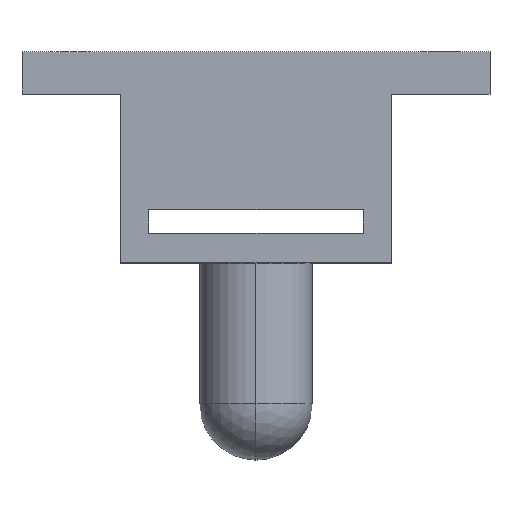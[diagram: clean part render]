
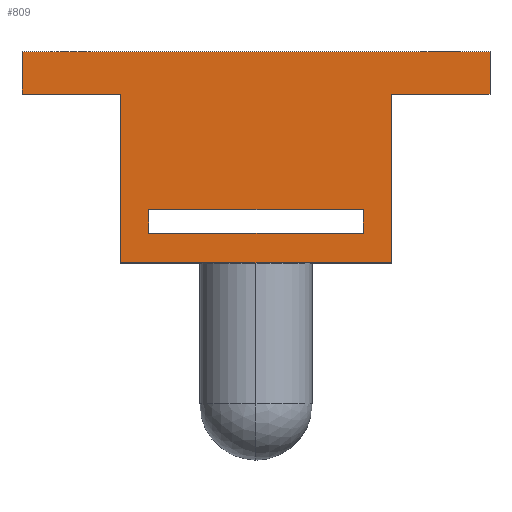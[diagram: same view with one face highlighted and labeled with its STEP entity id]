
A CAD part, top view. The second image highlights one B-rep face of the part: STEP entity #809.
In plain terms, the highlighted planar face has unit normal (0, 0, 1).
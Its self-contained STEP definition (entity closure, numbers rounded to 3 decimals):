
#12 = EDGE_CURVE ( 'NONE', #703, #68, #305, .T. ) ;
#32 = CARTESIAN_POINT ( 'NONE',  ( 0., 0., 5. ) ) ;
#50 = VERTEX_POINT ( 'NONE', #955 ) ;
#60 = VECTOR ( 'NONE', #943, 1000. ) ;
#68 = VERTEX_POINT ( 'NONE', #1045 ) ;
#69 = CARTESIAN_POINT ( 'NONE',  ( -7.62, -12.9, 5. ) ) ;
#77 = ORIENTED_EDGE ( 'NONE', *, *, #816, .F. ) ;
#89 = VECTOR ( 'NONE', #147, 1000. ) ;
#123 = CARTESIAN_POINT ( 'NONE',  ( 0., -15., 5. ) ) ;
#135 = VERTEX_POINT ( 'NONE', #884 ) ;
#146 = ORIENTED_EDGE ( 'NONE', *, *, #505, .T. ) ;
#147 = DIRECTION ( 'NONE',  ( 0., 1., 0. ) ) ;
#169 = DIRECTION ( 'NONE',  ( -1., 0., 0. ) ) ;
#173 = DIRECTION ( 'NONE',  ( 0., 1., 0. ) ) ;
#210 = CARTESIAN_POINT ( 'NONE',  ( 0., -3., 5. ) ) ;
#215 = LINE ( 'NONE', #563, #257 ) ;
#231 = EDGE_CURVE ( 'NONE', #50, #742, #631, .T. ) ;
#238 = CARTESIAN_POINT ( 'NONE',  ( -7.62, -12.9, 5. ) ) ;
#240 = EDGE_CURVE ( 'NONE', #735, #785, #215, .T. ) ;
#256 = LINE ( 'NONE', #616, #418 ) ;
#257 = VECTOR ( 'NONE', #919, 1000. ) ;
#261 = ORIENTED_EDGE ( 'NONE', *, *, #12, .F. ) ;
#266 = CARTESIAN_POINT ( 'NONE',  ( -7.62, -11.2, 5. ) ) ;
#284 = CARTESIAN_POINT ( 'NONE',  ( -16.62, 0., 5. ) ) ;
#290 = LINE ( 'NONE', #123, #513 ) ;
#296 = ORIENTED_EDGE ( 'NONE', *, *, #334, .F. ) ;
#305 = LINE ( 'NONE', #210, #765 ) ;
#314 = EDGE_LOOP ( 'NONE', ( #699, #77, #261, #935, #647, #146, #565, #708 ) ) ;
#315 = LINE ( 'NONE', #853, #89 ) ;
#334 = EDGE_CURVE ( 'NONE', #460, #1013, #1093, .T. ) ;
#344 = LINE ( 'NONE', #266, #1016 ) ;
#350 = CARTESIAN_POINT ( 'NONE',  ( 9.62, -15., 5. ) ) ;
#356 = CARTESIAN_POINT ( 'NONE',  ( 16.62, -3., 5. ) ) ;
#363 = VECTOR ( 'NONE', #980, 1000. ) ;
#394 = CARTESIAN_POINT ( 'NONE',  ( 9.62, -3., 5. ) ) ;
#415 = CARTESIAN_POINT ( 'NONE',  ( 9.62, -15., 5. ) ) ;
#418 = VECTOR ( 'NONE', #528, 1000. ) ;
#453 = ORIENTED_EDGE ( 'NONE', *, *, #510, .F. ) ;
#460 = VERTEX_POINT ( 'NONE', #668 ) ;
#470 = DIRECTION ( 'NONE',  ( -1., 0., 0. ) ) ;
#494 = CARTESIAN_POINT ( 'NONE',  ( 0., -3., 5. ) ) ;
#496 = VECTOR ( 'NONE', #1137, 1000. ) ;
#505 = EDGE_CURVE ( 'NONE', #802, #883, #624, .T. ) ;
#510 = EDGE_CURVE ( 'NONE', #1013, #735, #344, .T. ) ;
#513 = VECTOR ( 'NONE', #743, 1000. ) ;
#521 = EDGE_CURVE ( 'NONE', #789, #703, #256, .T. ) ;
#528 = DIRECTION ( 'NONE',  ( 0., 1., 0. ) ) ;
#554 = EDGE_CURVE ( 'NONE', #135, #50, #968, .T. ) ;
#559 = VECTOR ( 'NONE', #470, 1000. ) ;
#563 = CARTESIAN_POINT ( 'NONE',  ( -7.62, -12.9, 5. ) ) ;
#565 = ORIENTED_EDGE ( 'NONE', *, *, #670, .T. ) ;
#567 = LINE ( 'NONE', #629, #924 ) ;
#580 = PLANE ( 'NONE',  #903 ) ;
#616 = CARTESIAN_POINT ( 'NONE',  ( -9.62, -15., 5. ) ) ;
#624 = LINE ( 'NONE', #350, #496 ) ;
#629 = CARTESIAN_POINT ( 'NONE',  ( 0., -3., 5. ) ) ;
#631 = LINE ( 'NONE', #32, #559 ) ;
#647 = ORIENTED_EDGE ( 'NONE', *, *, #764, .T. ) ;
#667 = LINE ( 'NONE', #69, #60 ) ;
#668 = CARTESIAN_POINT ( 'NONE',  ( 7.62, -12.9, 5. ) ) ;
#670 = EDGE_CURVE ( 'NONE', #883, #135, #567, .T. ) ;
#686 = FACE_BOUND ( 'NONE', #937, .T. ) ;
#699 = ORIENTED_EDGE ( 'NONE', *, *, #231, .T. ) ;
#703 = VERTEX_POINT ( 'NONE', #1077 ) ;
#708 = ORIENTED_EDGE ( 'NONE', *, *, #554, .T. ) ;
#735 = VERTEX_POINT ( 'NONE', #736 ) ;
#736 = CARTESIAN_POINT ( 'NONE',  ( -7.62, -11.2, 5. ) ) ;
#742 = VERTEX_POINT ( 'NONE', #284 ) ;
#743 = DIRECTION ( 'NONE',  ( 1., 0., 0. ) ) ;
#762 = CARTESIAN_POINT ( 'NONE',  ( -9.62, -15., 5. ) ) ;
#764 = EDGE_CURVE ( 'NONE', #789, #802, #290, .T. ) ;
#765 = VECTOR ( 'NONE', #1007, 1000. ) ;
#782 = EDGE_CURVE ( 'NONE', #785, #460, #667, .T. ) ;
#785 = VERTEX_POINT ( 'NONE', #238 ) ;
#789 = VERTEX_POINT ( 'NONE', #762 ) ;
#802 = VERTEX_POINT ( 'NONE', #415 ) ;
#809 = ADVANCED_FACE ( 'NONE', ( #686, #948 ), #580, .F. ) ;
#816 = EDGE_CURVE ( 'NONE', #68, #742, #315, .T. ) ;
#828 = DIRECTION ( 'NONE',  ( 1., 0., 0. ) ) ;
#847 = DIRECTION ( 'NONE',  ( 0., 0., -1. ) ) ;
#853 = CARTESIAN_POINT ( 'NONE',  ( -16.62, -3., 5. ) ) ;
#868 = ORIENTED_EDGE ( 'NONE', *, *, #240, .F. ) ;
#883 = VERTEX_POINT ( 'NONE', #394 ) ;
#884 = CARTESIAN_POINT ( 'NONE',  ( 16.62, -3., 5. ) ) ;
#901 = ORIENTED_EDGE ( 'NONE', *, *, #782, .F. ) ;
#903 = AXIS2_PLACEMENT_3D ( 'NONE', #494, #847, #1038 ) ;
#919 = DIRECTION ( 'NONE',  ( 0., -1., 0. ) ) ;
#924 = VECTOR ( 'NONE', #828, 1000. ) ;
#935 = ORIENTED_EDGE ( 'NONE', *, *, #521, .F. ) ;
#937 = EDGE_LOOP ( 'NONE', ( #453, #296, #901, #868 ) ) ;
#943 = DIRECTION ( 'NONE',  ( 1., 0., 0. ) ) ;
#948 = FACE_OUTER_BOUND ( 'NONE', #314, .T. ) ;
#955 = CARTESIAN_POINT ( 'NONE',  ( 16.62, 0., 5. ) ) ;
#968 = LINE ( 'NONE', #356, #1107 ) ;
#980 = DIRECTION ( 'NONE',  ( 0., 1., 0. ) ) ;
#1007 = DIRECTION ( 'NONE',  ( -1., 0., 0. ) ) ;
#1013 = VERTEX_POINT ( 'NONE', #1066 ) ;
#1016 = VECTOR ( 'NONE', #169, 1000. ) ;
#1038 = DIRECTION ( 'NONE',  ( -1., 0., 0. ) ) ;
#1045 = CARTESIAN_POINT ( 'NONE',  ( -16.62, -3., 5. ) ) ;
#1066 = CARTESIAN_POINT ( 'NONE',  ( 7.62, -11.2, 5. ) ) ;
#1077 = CARTESIAN_POINT ( 'NONE',  ( -9.62, -3., 5. ) ) ;
#1093 = LINE ( 'NONE', #1098, #363 ) ;
#1098 = CARTESIAN_POINT ( 'NONE',  ( 7.62, -12.9, 5. ) ) ;
#1107 = VECTOR ( 'NONE', #173, 1000. ) ;
#1137 = DIRECTION ( 'NONE',  ( 0., 1., 0. ) ) ;
